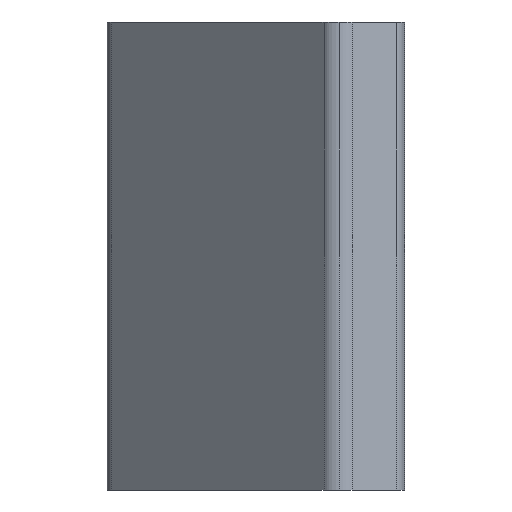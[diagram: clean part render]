
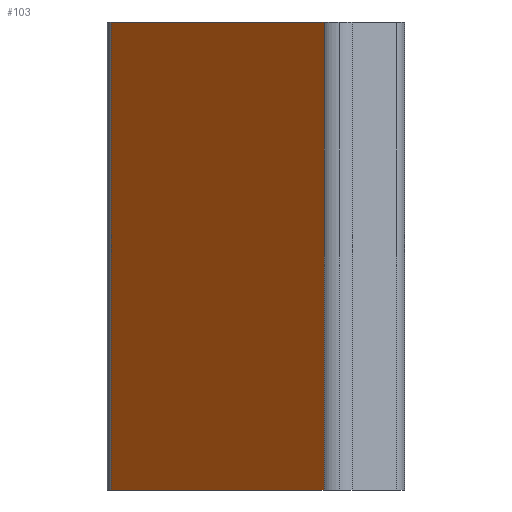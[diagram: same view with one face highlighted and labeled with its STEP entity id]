
A CAD part, left-side view. The second image highlights one B-rep face of the part: STEP entity #103.
In plain terms, the highlighted planar face has unit normal (-0.707, 0.707, 0).
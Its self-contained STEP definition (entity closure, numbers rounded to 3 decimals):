
#7 = CARTESIAN_POINT ( 'NONE',  ( -2.323, -2.43, 0. ) ) ;
#21 = LINE ( 'NONE', #258, #337 ) ;
#30 = PLANE ( 'NONE',  #174 ) ;
#68 = VERTEX_POINT ( 'NONE', #255 ) ;
#96 = EDGE_CURVE ( 'NONE', #655, #591, #741, .T. ) ;
#98 = CARTESIAN_POINT ( 'NONE',  ( -2.323, -2.43, 22. ) ) ;
#103 = ADVANCED_FACE ( 'NONE', ( #572 ), #30, .F. ) ;
#148 = DIRECTION ( 'NONE',  ( -0.707, -0.707, 0. ) ) ;
#174 = AXIS2_PLACEMENT_3D ( 'NONE', #267, #511, #390 ) ;
#185 = VERTEX_POINT ( 'NONE', #7 ) ;
#190 = VECTOR ( 'NONE', #148, 1000. ) ;
#199 = CARTESIAN_POINT ( 'NONE',  ( -12.332, -12.44, 22. ) ) ;
#255 = CARTESIAN_POINT ( 'NONE',  ( -2.323, -2.43, 22. ) ) ;
#258 = CARTESIAN_POINT ( 'NONE',  ( 0., -0.107, 0. ) ) ;
#267 = CARTESIAN_POINT ( 'NONE',  ( 0., -0.107, 22. ) ) ;
#280 = EDGE_CURVE ( 'NONE', #68, #185, #640, .T. ) ;
#304 = CARTESIAN_POINT ( 'NONE',  ( -12.332, -12.44, 0. ) ) ;
#311 = ORIENTED_EDGE ( 'NONE', *, *, #96, .T. ) ;
#337 = VECTOR ( 'NONE', #504, 1000. ) ;
#339 = DIRECTION ( 'NONE',  ( 0., 0., -1. ) ) ;
#390 = DIRECTION ( 'NONE',  ( 0.707, 0.707, 0. ) ) ;
#431 = ORIENTED_EDGE ( 'NONE', *, *, #638, .F. ) ;
#448 = DIRECTION ( 'NONE',  ( 0., 0., 1. ) ) ;
#452 = LINE ( 'NONE', #688, #190 ) ;
#504 = DIRECTION ( 'NONE',  ( -0.707, -0.707, 0. ) ) ;
#511 = DIRECTION ( 'NONE',  ( 0.707, -0.707, 0. ) ) ;
#515 = EDGE_LOOP ( 'NONE', ( #431, #689, #692, #311 ) ) ;
#561 = CARTESIAN_POINT ( 'NONE',  ( -12.332, -12.44, 22. ) ) ;
#572 = FACE_OUTER_BOUND ( 'NONE', #515, .T. ) ;
#591 = VERTEX_POINT ( 'NONE', #561 ) ;
#592 = EDGE_CURVE ( 'NONE', #185, #655, #21, .T. ) ;
#622 = VECTOR ( 'NONE', #448, 1000. ) ;
#638 = EDGE_CURVE ( 'NONE', #68, #591, #452, .T. ) ;
#640 = LINE ( 'NONE', #98, #768 ) ;
#655 = VERTEX_POINT ( 'NONE', #304 ) ;
#688 = CARTESIAN_POINT ( 'NONE',  ( 0., -0.107, 22. ) ) ;
#689 = ORIENTED_EDGE ( 'NONE', *, *, #280, .T. ) ;
#692 = ORIENTED_EDGE ( 'NONE', *, *, #592, .T. ) ;
#741 = LINE ( 'NONE', #199, #622 ) ;
#768 = VECTOR ( 'NONE', #339, 1000. ) ;
